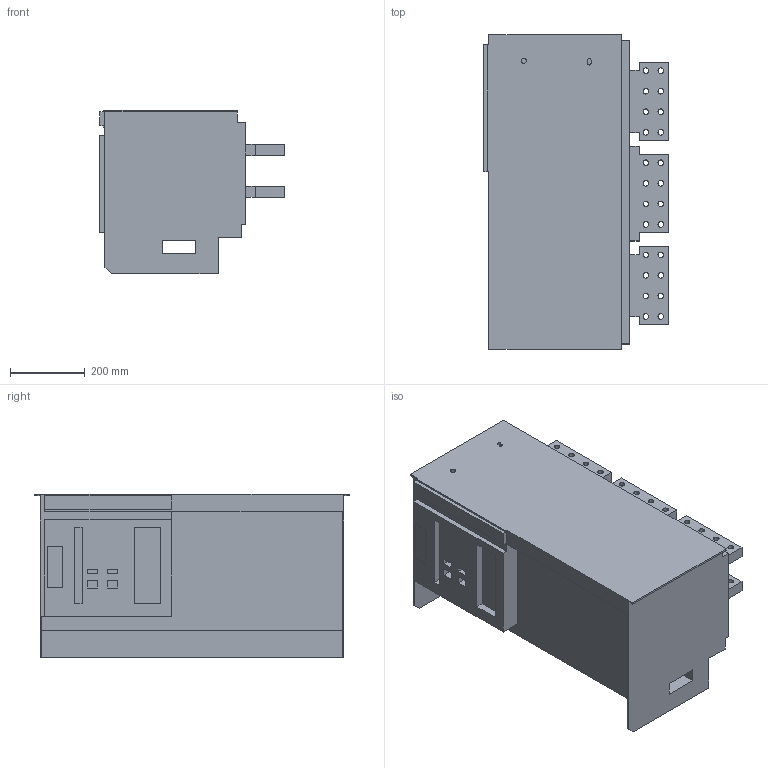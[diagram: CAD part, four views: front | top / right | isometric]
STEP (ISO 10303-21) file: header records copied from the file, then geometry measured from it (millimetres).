
FILE_DESCRIPTION((''),'2;1');
FILE_NAME('NA1-6300-DRAW-OUT-4000A5000A-4','2019-04-26T',('hyha'),(''),'CREO PARAMETRIC BY PTC INC, 2015480','CREO PARAMETRIC BY PTC INC, 2015480','');
FILE_SCHEMA(('AUTOMOTIVE_DESIGN { 1 0 10303 214 1 1 1 1 }'));
Length unit declared in the file: millimetre
Products named in the file (1): NA1-6300-DRAW-OUT-4000A5000A-4
Bounding box: 494 x 843 x 439 mm (x, y, z)
Volume: 115627143.4 mm3; surface area: 2316983.5 mm2
Topology: 1 solids, 1 shells, 235 faces, 653 edges, 435 vertices
Faces by surface type: plane 135, cylinder 100
Entity records: 7813 total; most frequent: DIRECTION 1325, CARTESIAN_POINT 1325, ORIENTED_EDGE 1306, EDGE_CURVE 653, VECTOR 451, LINE 451, AXIS2_PLACEMENT_3D 437, VERTEX_POINT 435
